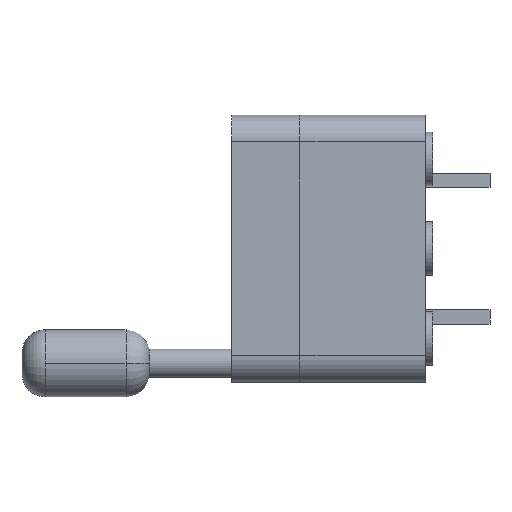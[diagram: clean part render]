
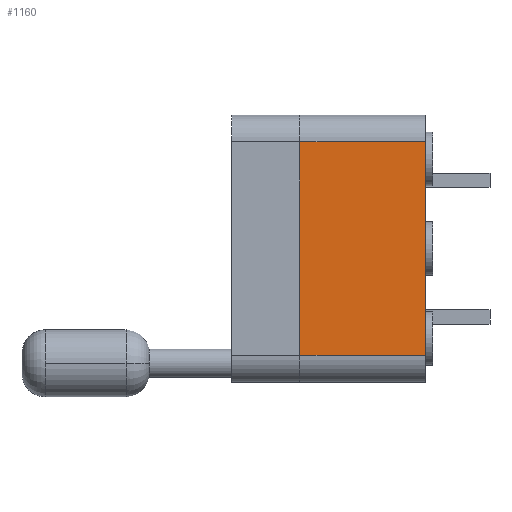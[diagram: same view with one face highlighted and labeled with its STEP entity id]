
A CAD part, left-side view. The second image highlights one B-rep face of the part: STEP entity #1160.
In plain terms, the highlighted planar face has unit normal (-1, 0, 0).
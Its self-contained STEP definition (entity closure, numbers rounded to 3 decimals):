
#13 = DIRECTION ( 'NONE',  ( 0., 0., -1. ) ) ;
#246 = DIRECTION ( 'NONE',  ( 0., 0., 1. ) ) ;
#820 = VECTOR ( 'NONE', #246, 1000. ) ;
#933 = VERTEX_POINT ( 'NONE', #2330 ) ;
#1160 = ADVANCED_FACE ( 'NONE', ( #5001 ), #2164, .F. ) ;
#1256 = CARTESIAN_POINT ( 'NONE',  ( -17.55, 0.4, 5.95 ) ) ;
#1334 = CARTESIAN_POINT ( 'NONE',  ( -17.55, 0.4, 5.95 ) ) ;
#1385 = LINE ( 'NONE', #4991, #1728 ) ;
#1578 = DIRECTION ( 'NONE',  ( 0., -1., 0. ) ) ;
#1607 = LINE ( 'NONE', #5866, #6831 ) ;
#1647 = AXIS2_PLACEMENT_3D ( 'NONE', #4100, #4152, #13 ) ;
#1728 = VECTOR ( 'NONE', #1578, 1000. ) ;
#2164 = PLANE ( 'NONE',  #1647 ) ;
#2330 = CARTESIAN_POINT ( 'NONE',  ( -17.55, 7.4, -5.95 ) ) ;
#2544 = LINE ( 'NONE', #1334, #3912 ) ;
#3912 = VECTOR ( 'NONE', #8241, 1000. ) ;
#4100 = CARTESIAN_POINT ( 'NONE',  ( -17.55, 11.2, -5.95 ) ) ;
#4125 = EDGE_CURVE ( 'NONE', #8558, #6734, #1607, .T. ) ;
#4152 = DIRECTION ( 'NONE',  ( 1., 0., 0. ) ) ;
#4571 = DIRECTION ( 'NONE',  ( 0., -1., 0. ) ) ;
#4960 = ORIENTED_EDGE ( 'NONE', *, *, #8347, .F. ) ;
#4991 = CARTESIAN_POINT ( 'NONE',  ( -17.55, 11.2, -5.95 ) ) ;
#5001 = FACE_OUTER_BOUND ( 'NONE', #8228, .T. ) ;
#5316 = ORIENTED_EDGE ( 'NONE', *, *, #4125, .F. ) ;
#5732 = CARTESIAN_POINT ( 'NONE',  ( -17.55, 7.4, -5.95 ) ) ;
#5791 = EDGE_CURVE ( 'NONE', #933, #8499, #1385, .T. ) ;
#5866 = CARTESIAN_POINT ( 'NONE',  ( -17.55, 11.2, 5.95 ) ) ;
#6270 = ORIENTED_EDGE ( 'NONE', *, *, #5791, .T. ) ;
#6370 = LINE ( 'NONE', #5732, #820 ) ;
#6734 = VERTEX_POINT ( 'NONE', #1256 ) ;
#6831 = VECTOR ( 'NONE', #4571, 1000. ) ;
#7746 = ORIENTED_EDGE ( 'NONE', *, *, #7972, .F. ) ;
#7972 = EDGE_CURVE ( 'NONE', #6734, #8499, #2544, .T. ) ;
#8228 = EDGE_LOOP ( 'NONE', ( #4960, #6270, #7746, #5316 ) ) ;
#8241 = DIRECTION ( 'NONE',  ( 0., 0., -1. ) ) ;
#8347 = EDGE_CURVE ( 'NONE', #933, #8558, #6370, .T. ) ;
#8499 = VERTEX_POINT ( 'NONE', #8611 ) ;
#8558 = VERTEX_POINT ( 'NONE', #8847 ) ;
#8611 = CARTESIAN_POINT ( 'NONE',  ( -17.55, 0.4, -5.95 ) ) ;
#8847 = CARTESIAN_POINT ( 'NONE',  ( -17.55, 7.4, 5.95 ) ) ;
